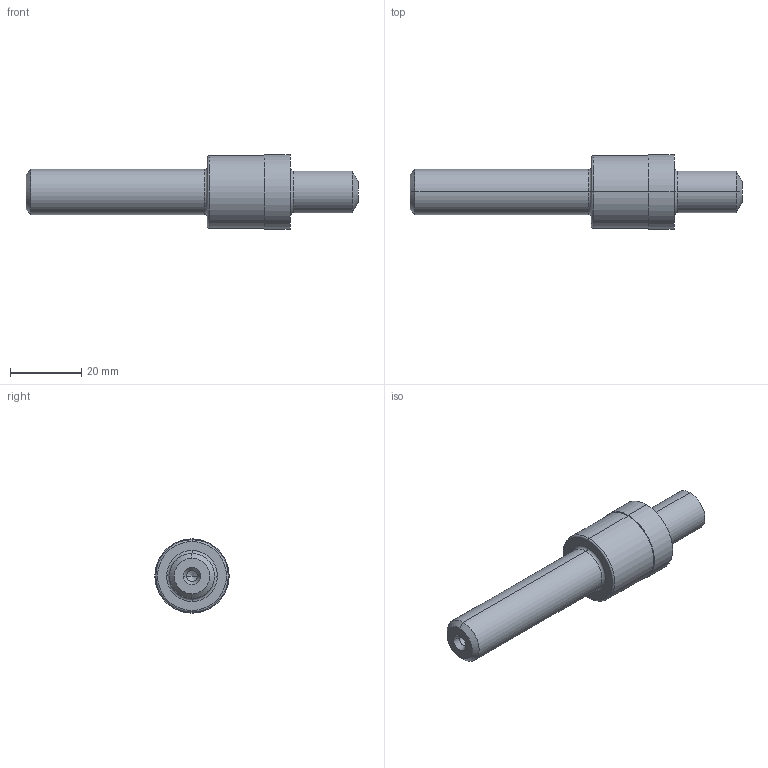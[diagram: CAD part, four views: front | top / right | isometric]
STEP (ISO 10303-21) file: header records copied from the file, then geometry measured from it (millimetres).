
FILE_DESCRIPTION (( 'STEP AP203' ), '1' );
FILE_NAME ('402877-1179-G250A.STEP', '2023-11-30T23:57:14', ( '' ), ( '' ), 'SwSTEP 2.0', 'SolidWorks 2022', '' );
FILE_SCHEMA (( 'CONFIG_CONTROL_DESIGN' ));
Length unit declared in the file: inch
Products named in the file (1): 402877-1179-G250A
Bounding box: 92.96 x 20.8 x 20.8 mm (x, y, z)
Volume: 15915 mm3; surface area: 4820.5 mm2
Topology: 1 solids, 1 shells, 34 faces, 70 edges, 41 vertices
Faces by surface type: cylinder 12, cone 10, plane 6, torus 4, bspline 2
Entity records: 1105 total; most frequent: CARTESIAN_POINT 298, DIRECTION 172, ORIENTED_EDGE 136, AXIS2_PLACEMENT_3D 75, EDGE_CURVE 68, CIRCLE 42, VERTEX_POINT 41, EDGE_LOOP 39
